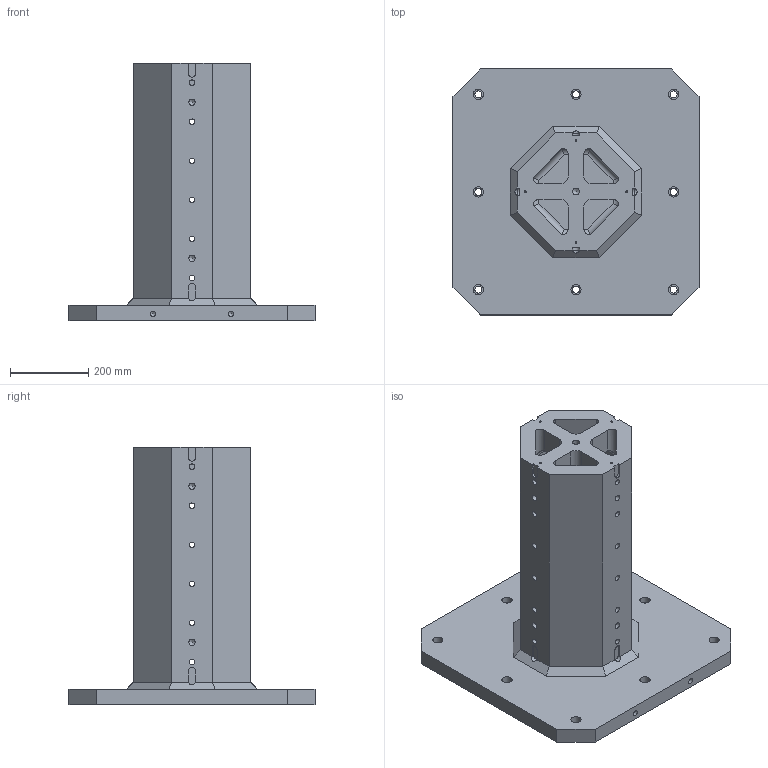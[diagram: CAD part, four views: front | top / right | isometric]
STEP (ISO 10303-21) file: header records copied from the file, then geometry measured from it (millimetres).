
FILE_DESCRIPTION( ( 'Unknown' ), '1' );
FILE_NAME( 'SVF-10060-630CB8-100.stp', 'Unknown', ( 'S.C.H' ), ( 'Unknown' ), 'XStep 1.0', 'Unknown', ' ' );
FILE_SCHEMA( ( 'CONFIG_CONTROL_DESIGN' ) );
Length unit declared in the file: millimetre
Products named in the file (1): 1
Bounding box: 630 x 630 x 660 mm (x, y, z)
Volume: 37145384.4 mm3; surface area: 2033326.6 mm2
Topology: 1 solids, 1 shells, 190 faces, 507 edges, 330 vertices
Faces by surface type: cylinder 93, plane 81, cone 16
Full cylindrical faces by diameter (mm): 5 x4, 14 x27, 16 x8, 17.5 x1, 18 x8, 26 x8, 50 x1
Entity records: 5520 total; most frequent: DIRECTION 962, CARTESIAN_POINT 907, ORIENTED_EDGE 804, EDGE_CURVE 402, AXIS2_PLACEMENT_3D 369, EDGE_LOOP 338, VERTEX_POINT 314, FACE_OUTER_BOUND 247
